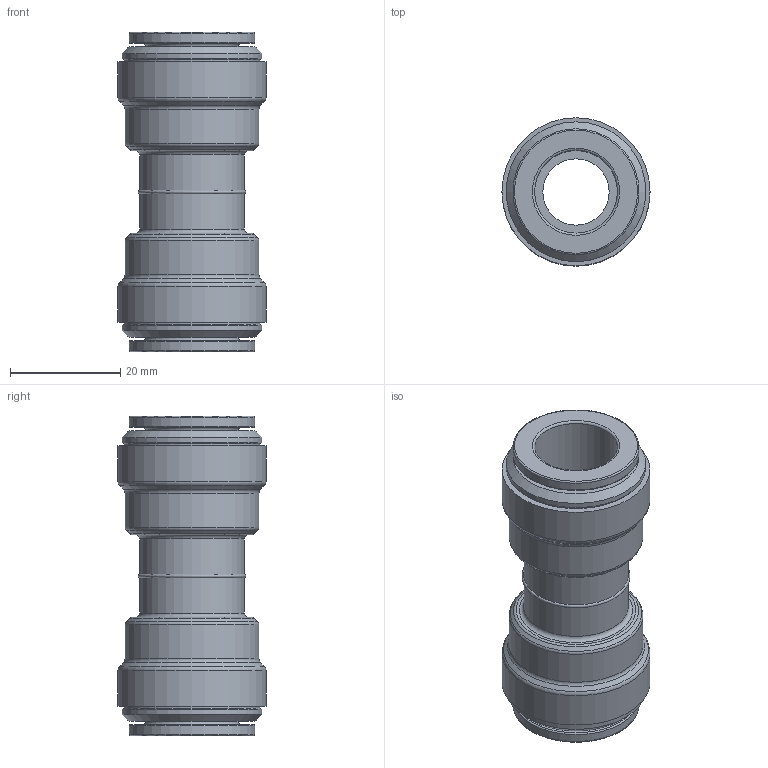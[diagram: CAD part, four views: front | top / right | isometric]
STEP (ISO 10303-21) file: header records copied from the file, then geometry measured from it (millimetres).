
FILE_DESCRIPTION(/* description */ ('STEP AP214'),/* implementation_level */ '2;1');
FILE_NAME(/* name */ '177696_CQ-15',/* time_stamp */ '2024-08-07T21:57:30+02:00',/* author */ ('License CC BY-ND 4.0'),/* organization */ ('CADENAS'),/* preprocessor_version */ 'ST-DEVELOPER v19.3',/* originating_system */ 'PARTsolutions',/* authorisation */ ' ');
FILE_SCHEMA (('AUTOMOTIVE_DESIGN {1 0 10303 214 3 1 1}'));
Length unit declared in the file: millimetre
Products named in the file (1): 177696 CQ-15
Bounding box: 26.8 x 26.8 x 57.8 mm (x, y, z)
Volume: 15021 mm3; surface area: 8822.8 mm2
Topology: 1 solids, 1 shells, 58 faces, 102 edges, 58 vertices
Faces by surface type: torus 21, cylinder 17, plane 14, cone 6
Full cylindrical faces by diameter (mm): 12 x1, 15 x2, 16.8 x2, 18.95 x2, 22.8 x2, 24.25 x2, 24.5 x2, 25.3 x2, 26.8 x2
Entity records: 1198 total; most frequent: DIRECTION 234, CARTESIAN_POINT 175, AXIS2_PLACEMENT_3D 117, ORIENTED_EDGE 116, EDGE_LOOP 116, FACE_BOUND 116, EDGE_CURVE 58, VERTEX_POINT 58
